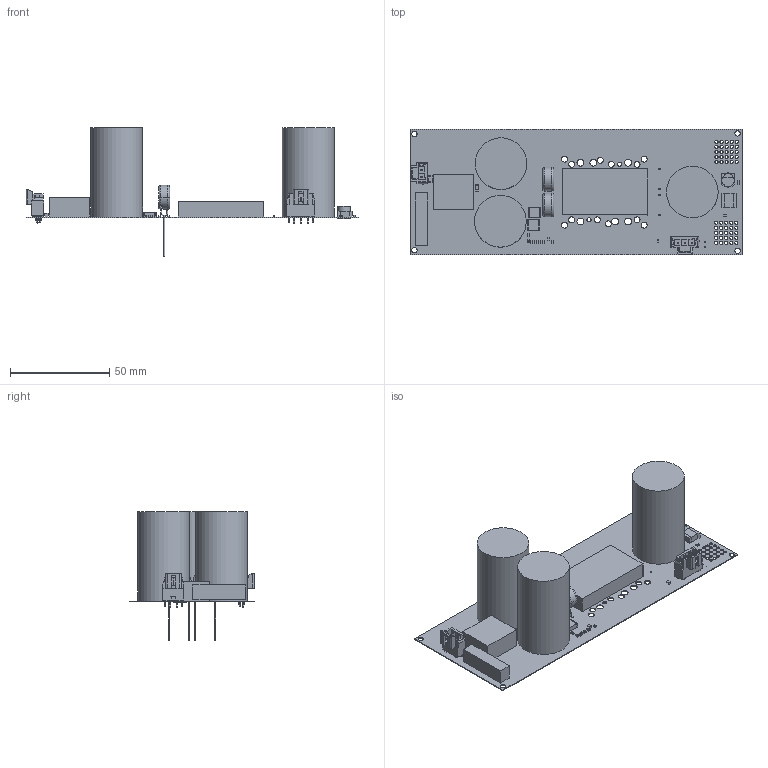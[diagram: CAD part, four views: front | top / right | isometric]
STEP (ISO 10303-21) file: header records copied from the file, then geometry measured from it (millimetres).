
FILE_DESCRIPTION(('Open CASCADE Model'),'2;1');
FILE_NAME('Open CASCADE Shape Model','2019-09-14T11:58:04',('Author'),( 'Open CASCADE'),'Open CASCADE STEP processor 6.8','Open CASCADE 6.8' ,'Unknown');
FILE_SCHEMA(('AUTOMOTIVE_DESIGN { 1 0 10303 214 1 1 1 1 }'));
Length unit declared in the file: millimetre
Products named in the file (93): PCB; Board; Open CASCADE STEP translator 6.8 10.1.1; F1; 6194885984; Extruded; L1; 6194885184; 6194884944; U2; 6194887904; R11; 5825106128; Mid_Body; Terminal; Open_CASCADE_STEP_translator_6.8_1.2.1; Mark; R7; 5825102688; R6; 5825116128; C20; 6194884224; 6194883824; C17; 6194882784; 6194882384; C16; C15; 6194887504; Cylinder; C14; C12; 6194886384; C11; R12; R10; R9; R8; P6 ...
Assembly tree (113 placements, depth 5):
  PCB
    Board
      Open CASCADE STEP translator 6.8 10.1.1
    F1
      6194885984
        Extruded
    L1
      6194885184
        Extruded
      6194884944  x2
        Extruded
    U2
      6194887904
        Extruded
    R11
      5825106128
        Mid_Body
        Terminal  x2
          Open_CASCADE_STEP_translator_6.8_1.2.1
        Mark
    R7
      5825102688
        Mid_Body
        Terminal  x2
          Open_CASCADE_STEP_translator_6.8_1.2.1
        Mark
    R6
      5825116128
        Mid_Body
        Terminal  x2
          Open_CASCADE_STEP_translator_6.8_1.2.1
        Mark
    C20
      6194884224  x2
        Extruded
      6194883824
        Extruded
    C17
      6194882784  x2
        Extruded
      6194882384
        Extruded
    C16
      6194884224  x2
        Extruded
      6194883824
        Extruded
    C15
      6194887504
        Cylinder
    C14
      6194882784  x2
        Extruded
      6194882384
        Extruded
    C12
      6194886384
        Cylinder
    C11
      6194887504
Bounding box: 167 x 63.1 x 64.8 mm (x, y, z)
Volume: 91570.1 mm3; surface area: 44798.8 mm2
Topology: 78 solids, 79 shells, 1438 faces, 3639 edges, 2375 vertices
Faces by surface type: plane 1055, cylinder 331, sphere 28, torus 16, cone 8
Full cylindrical faces by diameter (mm): 0.45 x2, 0.65 x8, 1.02 x5, 1.5 x2, 1.52 x3, 1.6 x50, 2.03 x6, 2.1 x2, 2.3 x4, 2.4 x6, 2.7 x4, 2.95 x5, 3 x6, 3.5 x5, 5.513 x1, 6.3 x3, 26 x3
Entity records: 39420 total; most frequent: CARTESIAN_POINT 5814, DIRECTION 5552, ORIENTED_EDGE 5379, EDGE_CURVE 2691, LINE 2094, VECTOR 2094, VERTEX_POINT 1755, AXIS2_PLACEMENT_3D 1729
